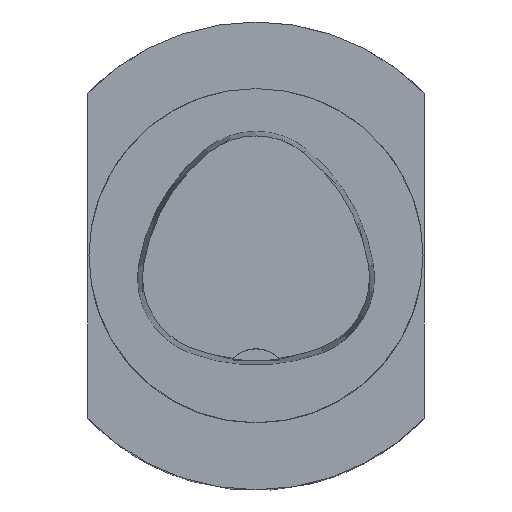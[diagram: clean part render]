
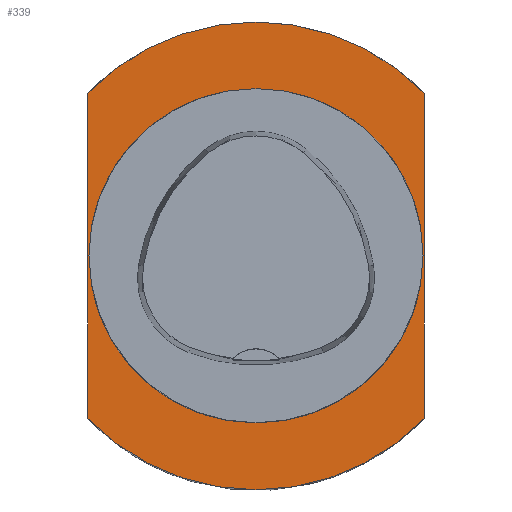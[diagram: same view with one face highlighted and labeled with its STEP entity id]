
A CAD part, top view. The second image highlights one B-rep face of the part: STEP entity #339.
In plain terms, the highlighted planar face has unit normal (0, 0, 1).
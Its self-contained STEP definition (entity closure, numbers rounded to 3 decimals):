
#138=FACE_BOUND('',#765,.T.);
#139=FACE_BOUND('',#766,.T.);
#259=CIRCLE('',#3289,35.);
#260=CIRCLE('',#3290,35.);
#261=CIRCLE('',#3291,25.);
#339=ADVANCED_FACE('',(#138,#139),#502,.T.);
#502=PLANE('',#3292);
#765=EDGE_LOOP('',(#1108,#1109,#1110,#1111));
#766=EDGE_LOOP('',(#1112));
#1108=ORIENTED_EDGE('',*,*,#2258,.T.);
#1109=ORIENTED_EDGE('',*,*,#2259,.F.);
#1110=ORIENTED_EDGE('',*,*,#2260,.T.);
#1111=ORIENTED_EDGE('',*,*,#2261,.F.);
#1112=ORIENTED_EDGE('',*,*,#2262,.T.);
#1949=VERTEX_POINT('',#4689);
#1950=VERTEX_POINT('',#4690);
#1951=VERTEX_POINT('',#4692);
#1952=VERTEX_POINT('',#4694);
#1953=VERTEX_POINT('',#4697);
#2258=EDGE_CURVE('',#1949,#1950,#2668,.T.);
#2259=EDGE_CURVE('',#1951,#1950,#259,.T.);
#2260=EDGE_CURVE('',#1951,#1952,#2669,.T.);
#2261=EDGE_CURVE('',#1949,#1952,#260,.T.);
#2262=EDGE_CURVE('',#1953,#1953,#261,.T.);
#2668=LINE('',#4688,#2948);
#2669=LINE('',#4693,#2949);
#2948=VECTOR('',#3708,1.);
#2949=VECTOR('',#3711,1.);
#3289=AXIS2_PLACEMENT_3D('',#4691,#3709,#3710);
#3290=AXIS2_PLACEMENT_3D('',#4695,#3712,#3713);
#3291=AXIS2_PLACEMENT_3D('',#4696,#3714,#3715);
#3292=AXIS2_PLACEMENT_3D('',#4698,#3716,#3717);
#3708=DIRECTION('',(0.,1.,0.));
#3709=DIRECTION('',(0.,0.,-1.));
#3710=DIRECTION('',(1.,0.,0.));
#3711=DIRECTION('',(0.,-1.,0.));
#3712=DIRECTION('',(0.,0.,-1.));
#3713=DIRECTION('',(1.,0.,0.));
#3714=DIRECTION('',(0.,0.,-1.));
#3715=DIRECTION('',(-1.,0.,0.));
#3716=DIRECTION('',(0.,0.,1.));
#3717=DIRECTION('',(-1.,0.,0.));
#4688=CARTESIAN_POINT('',(25.209,40.,-20.));
#4689=CARTESIAN_POINT('',(25.209,-24.28,-20.));
#4690=CARTESIAN_POINT('',(25.209,24.28,-20.));
#4691=CARTESIAN_POINT('',(0.,0.,-20.));
#4692=CARTESIAN_POINT('',(-25.209,24.28,-20.));
#4693=CARTESIAN_POINT('',(-25.209,40.,-20.));
#4694=CARTESIAN_POINT('',(-25.209,-24.28,-20.));
#4695=CARTESIAN_POINT('',(0.,0.,-20.));
#4696=CARTESIAN_POINT('',(0.,0.,-20.));
#4697=CARTESIAN_POINT('',(-25.,0.,-20.));
#4698=CARTESIAN_POINT('',(0.,0.,-20.));
